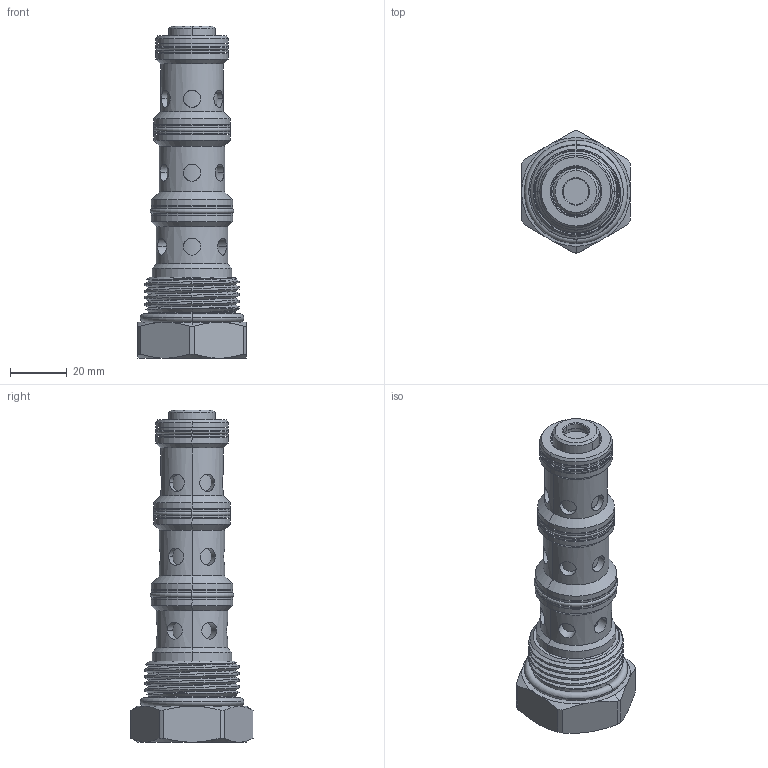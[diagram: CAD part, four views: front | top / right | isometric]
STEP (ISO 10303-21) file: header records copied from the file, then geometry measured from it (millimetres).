
FILE_DESCRIPTION (( 'STEP AP203' ), '1' );
FILE_NAME ('FD16W40-N.STEP', '2016-05-19T08:03:22', ( '' ), ( '' ), 'SwSTEP 2.0', 'SolidWorks 2012', '' );
FILE_SCHEMA (( 'CONFIG_CONTROL_DESIGN' ));
Length unit declared in the file: millimetre
Products named in the file (1): FD16W40-N
Bounding box: 38 x 42.84 x 116.55 mm (x, y, z)
Volume: 68186.1 mm3; surface area: 18787.7 mm2
Topology: 3 solids, 3 shells, 240 faces, 526 edges, 330 vertices
Faces by surface type: cylinder 135, cone 44, plane 34, torus 24, bspline 3
Entity records: 9933 total; most frequent: CARTESIAN_POINT 4666, DIRECTION 1096, ORIENTED_EDGE 1052, EDGE_CURVE 526, AXIS2_PLACEMENT_3D 464, VERTEX_POINT 330, EDGE_LOOP 282, FACE_OUTER_BOUND 240
